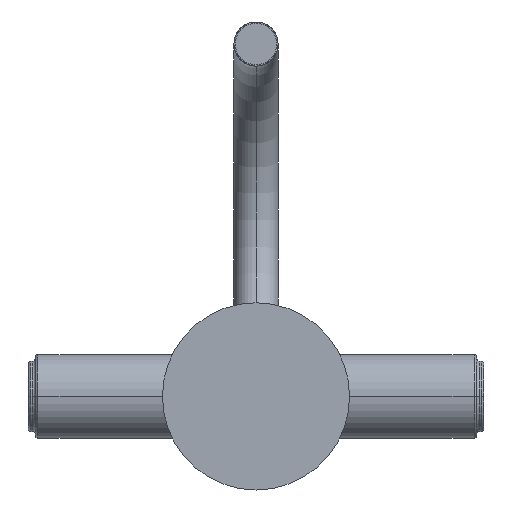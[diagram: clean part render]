
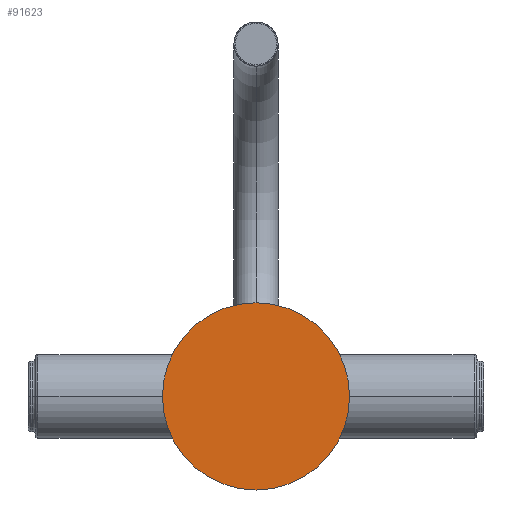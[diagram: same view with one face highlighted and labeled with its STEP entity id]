
A CAD part, front view. The second image highlights one B-rep face of the part: STEP entity #91623.
In plain terms, the highlighted planar face has unit normal (0, -1, 0).
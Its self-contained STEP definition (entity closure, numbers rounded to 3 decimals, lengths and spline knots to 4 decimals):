
#2=CARTESIAN_POINT('',(0.,0.,0.));
#3=DIRECTION('',(0.,-1.,0.));
#4=DIRECTION('',(-1.,0.,0.));
#5=AXIS2_PLACEMENT_3D('',#2,#3,#4);
#12=CARTESIAN_POINT('',(0.,0.,0.));
#13=DIRECTION('',(0.,1.,0.));
#14=DIRECTION('',(-1.,0.,0.));
#15=AXIS2_PLACEMENT_3D('',#12,#13,#14);
#85012=CARTESIAN_POINT('',(-1.0625,0.,0.));
#85013=CARTESIAN_POINT('',(1.0625,0.,0.));
#85014=VERTEX_POINT('',#85012);
#85015=VERTEX_POINT('',#85013);
#91613=CARTESIAN_POINT('',(0.,0.,0.));
#91614=DIRECTION('',(0.,1.,0.));
#91615=DIRECTION('',(1.,0.,0.));
#91616=AXIS2_PLACEMENT_3D('',#91613,#91614,#91615);
#91617=PLANE('',#91616);
#91619=ORIENTED_EDGE('',*,*,#91618,.T.);
#91620=ORIENTED_EDGE('',*,*,#91602,.F.);
#91621=EDGE_LOOP('',(#91619,#91620));
#91622=FACE_OUTER_BOUND('',#91621,.F.);
#91623=ADVANCED_FACE('',(#91622),#91617,.F.);
#6=CIRCLE('',#5,1.0625);
#16=CIRCLE('',#15,1.0625);
#91602=EDGE_CURVE('',#85014,#85015,#6,.T.);
#91618=EDGE_CURVE('',#85014,#85015,#16,.T.);
